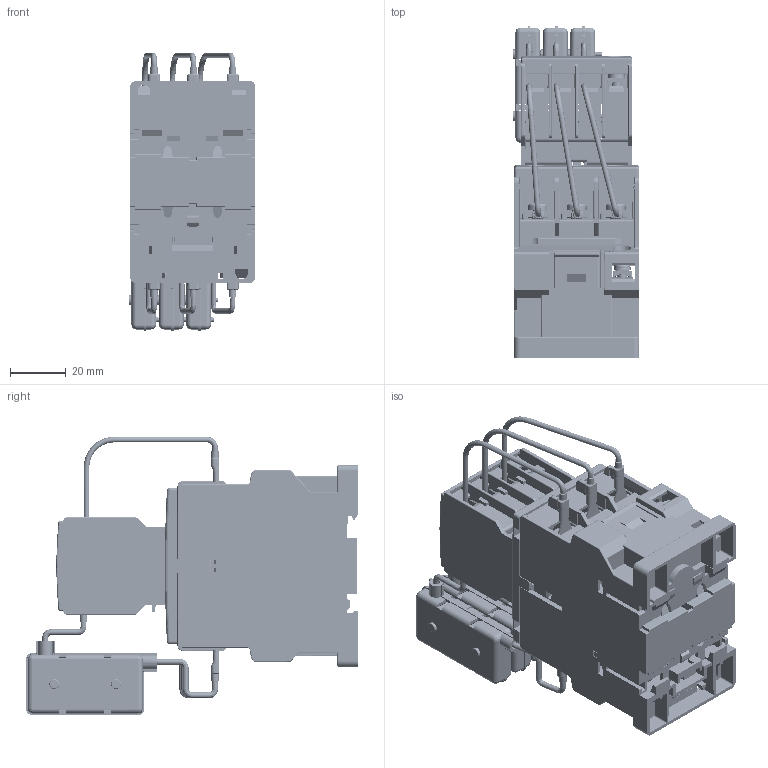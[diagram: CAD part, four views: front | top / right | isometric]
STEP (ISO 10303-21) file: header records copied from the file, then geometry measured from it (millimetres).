
FILE_DESCRIPTION (( 'STEP AP203' ), '1' );
FILE_NAME ('RADE KONCAR Capacitor contactor CNNK 20 N.STEP', '2021-12-03T11:42:40', ( '' ), ( '' ), 'SwSTEP 2.0', 'SolidWorks 2011', '' );
FILE_SCHEMA (( 'CONFIG_CONTROL_DESIGN' ));
Products named in the file (1): RADE KONCAR Capacitor contactor CNNK 20 N
Bounding box: 45.32 x 118.76 x 99.58 mm (x, y, z)
Volume: 74411.3 mm3; surface area: 119817 mm2
Topology: 60 solids, 66 shells, 7694 faces, 21878 edges, 14024 vertices
Faces by surface type: plane 5019, cylinder 1676, bspline 844, torus 94, cone 42, sphere 19
Entity records: 286603 total; most frequent: CARTESIAN_POINT 93445, ORIENTED_EDGE 43540, DIRECTION 35885, EDGE_CURVE 21770, LINE 15507, VECTOR 15507, VERTEX_POINT 14024, AXIS2_PLACEMENT_3D 10189
